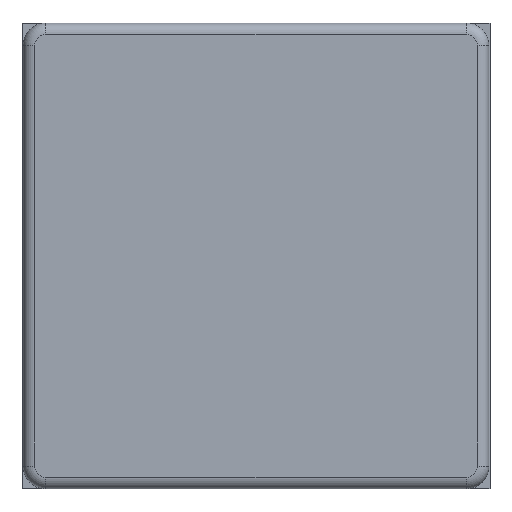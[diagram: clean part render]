
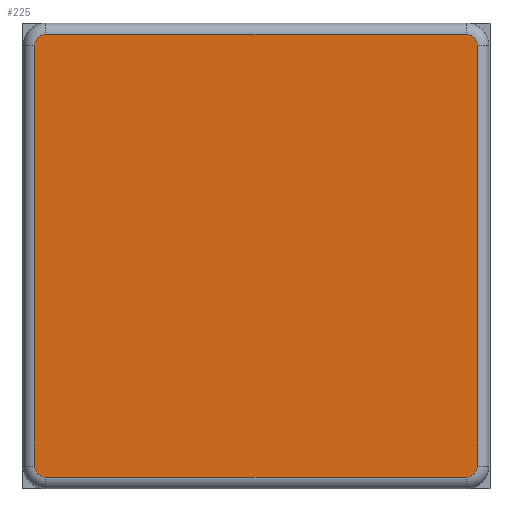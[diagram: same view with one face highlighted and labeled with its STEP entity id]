
A CAD part, top view. The second image highlights one B-rep face of the part: STEP entity #225.
In plain terms, the highlighted planar face has unit normal (0, 0, 1).
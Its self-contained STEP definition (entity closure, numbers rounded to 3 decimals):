
#13=DIRECTION('',(0.,0.,1.));
#36=DIRECTION('',(0.,-1.,0.));
#46=VECTOR('',#47,1.);
#47=DIRECTION('',(-0.,-1.,-0.));
#51=DIRECTION('',(1.,0.,0.));
#62=DIRECTION('',(-1.,0.,0.));
#82=VERTEX_POINT('',#83);
#83=CARTESIAN_POINT('',(-1.95,1.85,1.2));
#91=VERTEX_POINT('',#92);
#92=CARTESIAN_POINT('',(-1.95,-1.85,1.2));
#97=EDGE_CURVE('',#82,#91,#98,.T.);
#98=LINE('',#83,#46);
#123=DIRECTION('',(0.,-0.,1.));
#124=DIRECTION('',(0.,1.,0.));
#136=VECTOR('',#51,1.);
#142=VECTOR('',#124,1.);
#152=ORIENTED_EDGE('',*,*,#153,.T.);
#153=EDGE_CURVE('',#91,#154,#156,.T.);
#154=VERTEX_POINT('',#155);
#155=CARTESIAN_POINT('',(-1.85,-1.95,1.2));
#156=CIRCLE('',#157,0.1);
#157=AXIS2_PLACEMENT_3D('',#158,#13,#62);
#158=CARTESIAN_POINT('',(-1.85,-1.85,1.2));
#212=VERTEX_POINT('',#213);
#213=CARTESIAN_POINT('',(-1.85,1.95,1.2));
#217=ORIENTED_EDGE('',*,*,#218,.T.);
#218=EDGE_CURVE('',#212,#82,#219,.T.);
#219=CIRCLE('',#220,0.1);
#220=AXIS2_PLACEMENT_3D('',#221,#123,#124);
#221=CARTESIAN_POINT('',(-1.85,1.85,1.2));
#225=ADVANCED_FACE('',(#226),#260,.T.);
#226=FACE_BOUND('',#227,.T.);
#227=EDGE_LOOP('',(#228,#238,#217,#243,#152,#244,#249,#257));
#228=ORIENTED_EDGE('',*,*,#229,.T.);
#229=EDGE_CURVE('',#230,#232,#234,.T.);
#230=VERTEX_POINT('',#231);
#231=CARTESIAN_POINT('',(1.95,1.85,1.2));
#232=VERTEX_POINT('',#233);
#233=CARTESIAN_POINT('',(1.85,1.95,1.2));
#234=CIRCLE('',#235,0.1);
#235=AXIS2_PLACEMENT_3D('',#236,#123,#237);
#236=CARTESIAN_POINT('',(1.85,1.85,1.2));
#237=DIRECTION('',(1.,0.,0.));
#238=ORIENTED_EDGE('',*,*,#239,.T.);
#239=EDGE_CURVE('',#232,#212,#240,.T.);
#240=LINE('',#233,#241);
#241=VECTOR('',#242,1.);
#242=DIRECTION('',(-1.,-0.,-0.));
#243=ORIENTED_EDGE('',*,*,#97,.T.);
#244=ORIENTED_EDGE('',*,*,#245,.T.);
#245=EDGE_CURVE('',#154,#246,#248,.T.);
#246=VERTEX_POINT('',#247);
#247=CARTESIAN_POINT('',(1.85,-1.95,1.2));
#248=LINE('',#155,#136);
#249=ORIENTED_EDGE('',*,*,#250,.T.);
#250=EDGE_CURVE('',#246,#251,#253,.T.);
#251=VERTEX_POINT('',#252);
#252=CARTESIAN_POINT('',(1.95,-1.85,1.2));
#253=CIRCLE('',#254,0.1);
#254=AXIS2_PLACEMENT_3D('',#255,#256,#36);
#255=CARTESIAN_POINT('',(1.85,-1.85,1.2));
#256=DIRECTION('',(-0.,0.,1.));
#257=ORIENTED_EDGE('',*,*,#258,.T.);
#258=EDGE_CURVE('',#251,#230,#259,.T.);
#259=LINE('',#252,#142);
#260=PLANE('',#261);
#261=AXIS2_PLACEMENT_3D('',#262,#13,#51);
#262=CARTESIAN_POINT('',(-2.05,-2.05,1.2));
